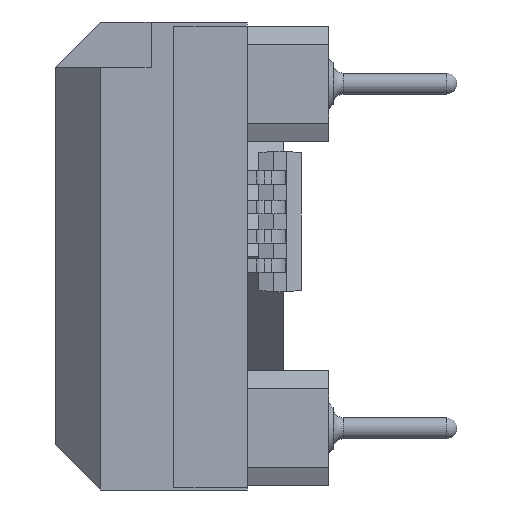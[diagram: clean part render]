
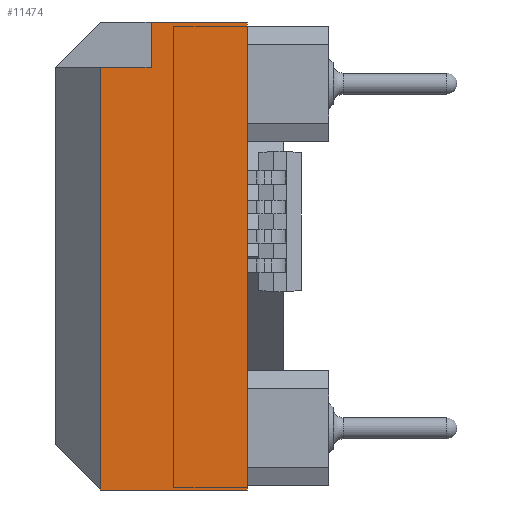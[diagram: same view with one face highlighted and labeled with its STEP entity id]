
A CAD part, left-side view. The second image highlights one B-rep face of the part: STEP entity #11474.
In plain terms, the highlighted planar face has unit normal (-1, 0, 0).
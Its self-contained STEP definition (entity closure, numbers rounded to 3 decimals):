
#1088 = VERTEX_POINT ( 'NONE', #21500 ) ;
#4470 = DIRECTION ( 'NONE',  ( 0., 0., 1. ) ) ;
#5626 = VERTEX_POINT ( 'NONE', #23530 ) ;
#5917 = VERTEX_POINT ( 'NONE', #8449 ) ;
#6023 = LINE ( 'NONE', #20062, #22153 ) ;
#6290 = CARTESIAN_POINT ( 'NONE',  ( -12.875, 2.125, 4.175 ) ) ;
#6728 = ORIENTED_EDGE ( 'NONE', *, *, #13240, .F. ) ;
#6883 = ORIENTED_EDGE ( 'NONE', *, *, #22036, .T. ) ;
#7078 = EDGE_CURVE ( 'NONE', #5917, #5626, #8837, .T. ) ;
#7553 = CARTESIAN_POINT ( 'NONE',  ( -12.875, 4.25, -5.175 ) ) ;
#8102 = VECTOR ( 'NONE', #4470, 1000. ) ;
#8449 = CARTESIAN_POINT ( 'NONE',  ( -12.875, 3.25, 4.175 ) ) ;
#8534 = CARTESIAN_POINT ( 'NONE',  ( -12.875, 0., -5.175 ) ) ;
#8726 = LINE ( 'NONE', #6290, #8102 ) ;
#8756 = CARTESIAN_POINT ( 'NONE',  ( -12.875, 4.25, -5.175 ) ) ;
#8837 = LINE ( 'NONE', #18129, #20731 ) ;
#9936 = DIRECTION ( 'NONE',  ( 0., 0., -1. ) ) ;
#10005 = VECTOR ( 'NONE', #22290, 1000. ) ;
#10083 = DIRECTION ( 'NONE',  ( 0., 1., 0. ) ) ;
#11474 = ADVANCED_FACE ( 'NONE', ( #20969 ), #21756, .F. ) ;
#11524 = EDGE_CURVE ( 'NONE', #26620, #18594, #21614, .T. ) ;
#11583 = ORIENTED_EDGE ( 'NONE', *, *, #11524, .T. ) ;
#13197 = EDGE_CURVE ( 'NONE', #19398, #5917, #16972, .T. ) ;
#13240 = EDGE_CURVE ( 'NONE', #1088, #18594, #6023, .T. ) ;
#13808 = DIRECTION ( 'NONE',  ( 1., 0., 0. ) ) ;
#15024 = ORIENTED_EDGE ( 'NONE', *, *, #26632, .F. ) ;
#15635 = LINE ( 'NONE', #8756, #17258 ) ;
#16281 = DIRECTION ( 'NONE',  ( 0., -1., 0. ) ) ;
#16303 = ORIENTED_EDGE ( 'NONE', *, *, #7078, .T. ) ;
#16972 = LINE ( 'NONE', #18275, #24994 ) ;
#17258 = VECTOR ( 'NONE', #20988, 1000. ) ;
#17397 = EDGE_LOOP ( 'NONE', ( #15024, #25153, #16303, #6883, #11583, #6728 ) ) ;
#17664 = AXIS2_PLACEMENT_3D ( 'NONE', #7553, #13808, #24159 ) ;
#18056 = CARTESIAN_POINT ( 'NONE',  ( -12.875, 0., 5.175 ) ) ;
#18129 = CARTESIAN_POINT ( 'NONE',  ( -12.875, 3.25, -5.175 ) ) ;
#18275 = CARTESIAN_POINT ( 'NONE',  ( -12.875, 2.125, 4.175 ) ) ;
#18594 = VERTEX_POINT ( 'NONE', #18056 ) ;
#19398 = VERTEX_POINT ( 'NONE', #24831 ) ;
#20062 = CARTESIAN_POINT ( 'NONE',  ( -12.875, 4.25, 5.175 ) ) ;
#20109 = CARTESIAN_POINT ( 'NONE',  ( -12.875, 0., -5.175 ) ) ;
#20731 = VECTOR ( 'NONE', #9936, 1000. ) ;
#20969 = FACE_OUTER_BOUND ( 'NONE', #17397, .T. ) ;
#20988 = DIRECTION ( 'NONE',  ( 0., -1., 0. ) ) ;
#21500 = CARTESIAN_POINT ( 'NONE',  ( -12.875, 2.125, 5.175 ) ) ;
#21614 = LINE ( 'NONE', #20109, #10005 ) ;
#21756 = PLANE ( 'NONE',  #17664 ) ;
#22036 = EDGE_CURVE ( 'NONE', #5626, #26620, #15635, .T. ) ;
#22153 = VECTOR ( 'NONE', #16281, 1000. ) ;
#22290 = DIRECTION ( 'NONE',  ( 0., 0., 1. ) ) ;
#23530 = CARTESIAN_POINT ( 'NONE',  ( -12.875, 3.25, -5.175 ) ) ;
#24159 = DIRECTION ( 'NONE',  ( 0., 0., -1. ) ) ;
#24831 = CARTESIAN_POINT ( 'NONE',  ( -12.875, 2.125, 4.175 ) ) ;
#24994 = VECTOR ( 'NONE', #10083, 1000. ) ;
#25153 = ORIENTED_EDGE ( 'NONE', *, *, #13197, .T. ) ;
#26620 = VERTEX_POINT ( 'NONE', #8534 ) ;
#26632 = EDGE_CURVE ( 'NONE', #19398, #1088, #8726, .T. ) ;
